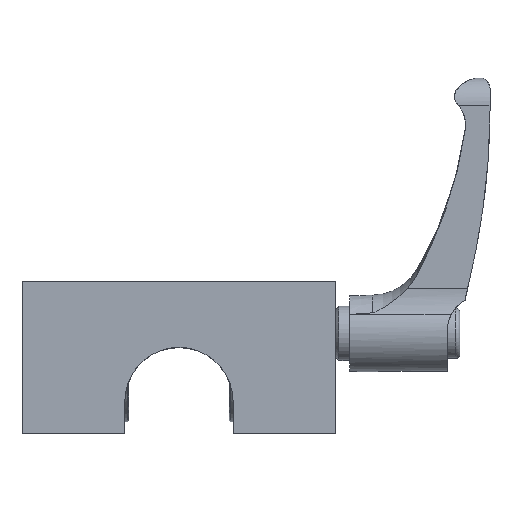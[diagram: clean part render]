
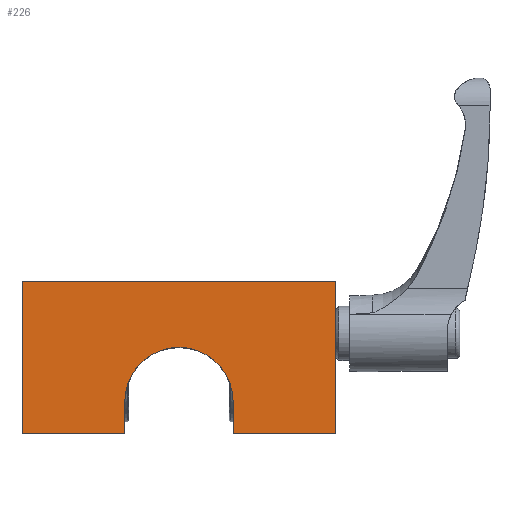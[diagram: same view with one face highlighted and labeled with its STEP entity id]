
A CAD part, top view. The second image highlights one B-rep face of the part: STEP entity #226.
In plain terms, the highlighted face is planar.
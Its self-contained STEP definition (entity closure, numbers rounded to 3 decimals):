
#226 = ADVANCED_FACE( '', ( #471 ), #472, .F. );
#471 = FACE_OUTER_BOUND( '', #755, .T. );
#472 = PLANE( '', #756 );
#755 = EDGE_LOOP( '', ( #1231, #1232, #1233, #1234, #1235, #1236, #1237, #1238 ) );
#756 = AXIS2_PLACEMENT_3D( '', #1239, #1240, #1241 );
#1231 = ORIENTED_EDGE( '', *, *, #1623, .F. );
#1232 = ORIENTED_EDGE( '', *, *, #1457, .F. );
#1233 = ORIENTED_EDGE( '', *, *, #1626, .F. );
#1234 = ORIENTED_EDGE( '', *, *, #1570, .F. );
#1235 = ORIENTED_EDGE( '', *, *, #1509, .F. );
#1236 = ORIENTED_EDGE( '', *, *, #1558, .T. );
#1237 = ORIENTED_EDGE( '', *, *, #1505, .F. );
#1238 = ORIENTED_EDGE( '', *, *, #1463, .F. );
#1239 = CARTESIAN_POINT( '', ( -26., 8., 0. ) );
#1240 = DIRECTION( '', ( 1., 0., 0. ) );
#1241 = DIRECTION( '', ( 0., 0., -1. ) );
#1457 = EDGE_CURVE( '', #1680, #1681, #1682, .T. );
#1463 = EDGE_CURVE( '', #1691, #1692, #1693, .T. );
#1505 = EDGE_CURVE( '', #1692, #1761, #1768, .T. );
#1509 = EDGE_CURVE( '', #1773, #1775, #1776, .T. );
#1558 = EDGE_CURVE( '', #1773, #1761, #1852, .T. );
#1570 = EDGE_CURVE( '', #1775, #1865, #1866, .T. );
#1623 = EDGE_CURVE( '', #1681, #1691, #1940, .T. );
#1626 = EDGE_CURVE( '', #1865, #1680, #1943, .T. );
#1680 = VERTEX_POINT( '', #2006 );
#1681 = VERTEX_POINT( '', #2007 );
#1682 = LINE( '', #2008, #2009 );
#1691 = VERTEX_POINT( '', #2021 );
#1692 = VERTEX_POINT( '', #2022 );
#1693 = LINE( '', #2023, #2024 );
#1761 = VERTEX_POINT( '', #2232 );
#1768 = LINE( '', #2242, #2243 );
#1773 = VERTEX_POINT( '', #2248 );
#1775 = VERTEX_POINT( '', #2251 );
#1776 = LINE( '', #2252, #2253 );
#1852 = CIRCLE( '', #2441, 13.5 );
#1865 = VERTEX_POINT( '', #2461 );
#1866 = LINE( '', #2462, #2463 );
#1940 = LINE( '', #2643, #2644 );
#1943 = LINE( '', #2648, #2649 );
#2006 = CARTESIAN_POINT( '', ( -26., 38., -39. ) );
#2007 = CARTESIAN_POINT( '', ( -26., 38., 39. ) );
#2008 = CARTESIAN_POINT( '', ( -26., 38., -39. ) );
#2009 = VECTOR( '', #2779, 1000. );
#2021 = CARTESIAN_POINT( '', ( -26., 0., 39. ) );
#2022 = CARTESIAN_POINT( '', ( -26., 0., 13.5 ) );
#2023 = CARTESIAN_POINT( '', ( -26., 0., 39. ) );
#2024 = VECTOR( '', #2786, 1000. );
#2232 = CARTESIAN_POINT( '', ( -26., 8., 13.5 ) );
#2242 = CARTESIAN_POINT( '', ( -26., 0., 13.5 ) );
#2243 = VECTOR( '', #2835, 1000. );
#2248 = CARTESIAN_POINT( '', ( -26., 8., -13.5 ) );
#2251 = CARTESIAN_POINT( '', ( -26., 0., -13.5 ) );
#2252 = CARTESIAN_POINT( '', ( -26., 8., -13.5 ) );
#2253 = VECTOR( '', #2840, 1000. );
#2441 = AXIS2_PLACEMENT_3D( '', #2890, #2891, #2892 );
#2461 = CARTESIAN_POINT( '', ( -26., 0., -39. ) );
#2462 = CARTESIAN_POINT( '', ( -26., 0., -13.5 ) );
#2463 = VECTOR( '', #2906, 1000. );
#2643 = CARTESIAN_POINT( '', ( -26., 38., 39. ) );
#2644 = VECTOR( '', #2960, 1000. );
#2648 = CARTESIAN_POINT( '', ( -26., 0., -39. ) );
#2649 = VECTOR( '', #2962, 1000. );
#2779 = DIRECTION( '', ( 0., 0., 1. ) );
#2786 = DIRECTION( '', ( 0., 0., -1. ) );
#2835 = DIRECTION( '', ( 0., 1., 0. ) );
#2840 = DIRECTION( '', ( 0., -1., 0. ) );
#2890 = CARTESIAN_POINT( '', ( -26., 8., 0. ) );
#2891 = DIRECTION( '', ( 1., 0., 0. ) );
#2892 = DIRECTION( '', ( 0., 0., -1. ) );
#2906 = DIRECTION( '', ( 0., 0., -1. ) );
#2960 = DIRECTION( '', ( 0., -1., 0. ) );
#2962 = DIRECTION( '', ( 0., 1., 0. ) );
